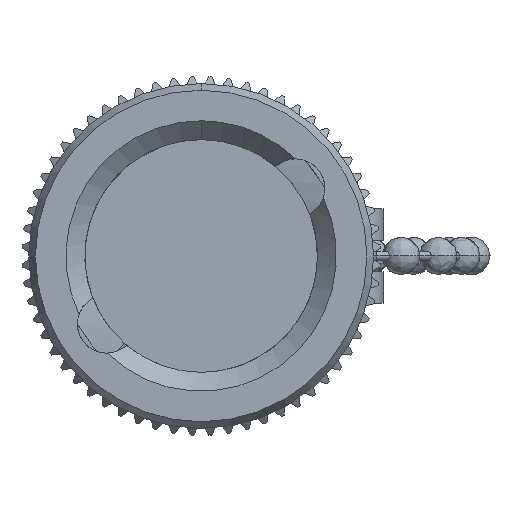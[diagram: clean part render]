
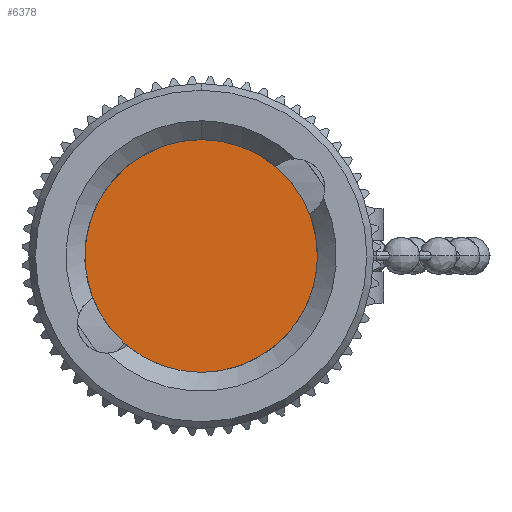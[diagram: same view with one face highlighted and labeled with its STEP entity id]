
A CAD part, left-side view. The second image highlights one B-rep face of the part: STEP entity #6378.
In plain terms, the highlighted planar face has unit normal (-1, 0, 0).
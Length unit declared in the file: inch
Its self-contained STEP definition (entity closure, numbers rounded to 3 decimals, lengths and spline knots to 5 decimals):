
#876 = VERTEX_POINT ( 'NONE', #13899 ) ;
#4177 = PLANE ( 'NONE',  #17869 ) ;
#4339 = FACE_OUTER_BOUND ( 'NONE', #10203, .T. ) ;
#6378 = ADVANCED_FACE ( 'NONE', ( #4339 ), #4177, .F. ) ;
#7550 = DIRECTION ( 'NONE',  ( 0., 0., 1. ) ) ;
#7551 = ORIENTED_EDGE ( 'NONE', *, *, #16350, .T. ) ;
#7657 = AXIS2_PLACEMENT_3D ( 'NONE', #15913, #8353, #9913 ) ;
#8353 = DIRECTION ( 'NONE',  ( -1., 0., 0. ) ) ;
#9338 = EDGE_CURVE ( 'NONE', #876, #10911, #13198, .T. ) ;
#9913 = DIRECTION ( 'NONE',  ( 0., 0., 1. ) ) ;
#10203 = EDGE_LOOP ( 'NONE', ( #7551, #15831 ) ) ;
#10911 = VERTEX_POINT ( 'NONE', #16996 ) ;
#13198 = CIRCLE ( 'NONE', #14932, 0.18494 ) ;
#13899 = CARTESIAN_POINT ( 'NONE',  ( 0.65473, 0., -0.18494 ) ) ;
#14425 = DIRECTION ( 'NONE',  ( 0., 0., -1. ) ) ;
#14687 = CIRCLE ( 'NONE', #7657, 0.18494 ) ;
#14871 = DIRECTION ( 'NONE',  ( -1., 0., 0. ) ) ;
#14932 = AXIS2_PLACEMENT_3D ( 'NONE', #16352, #14871, #7550 ) ;
#15831 = ORIENTED_EDGE ( 'NONE', *, *, #9338, .T. ) ;
#15913 = CARTESIAN_POINT ( 'NONE',  ( 0.65473, 0., 0. ) ) ;
#15941 = CARTESIAN_POINT ( 'NONE',  ( 0.65473, 0., 0. ) ) ;
#16350 = EDGE_CURVE ( 'NONE', #10911, #876, #14687, .T. ) ;
#16352 = CARTESIAN_POINT ( 'NONE',  ( 0.65473, 0., 0. ) ) ;
#16996 = CARTESIAN_POINT ( 'NONE',  ( 0.65473, 0., 0.18494 ) ) ;
#17869 = AXIS2_PLACEMENT_3D ( 'NONE', #15941, #18887, #14425 ) ;
#18887 = DIRECTION ( 'NONE',  ( 1., 0., 0. ) ) ;
